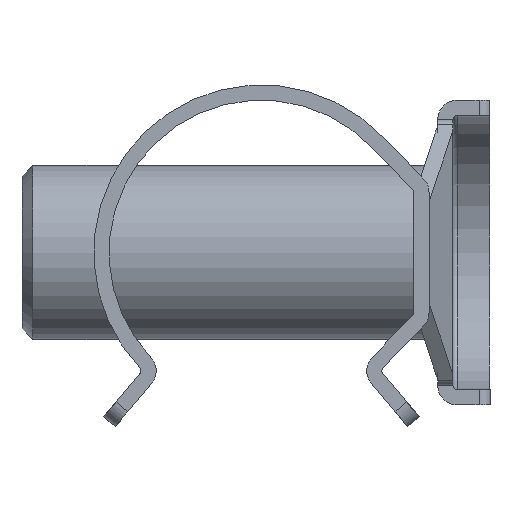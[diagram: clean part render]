
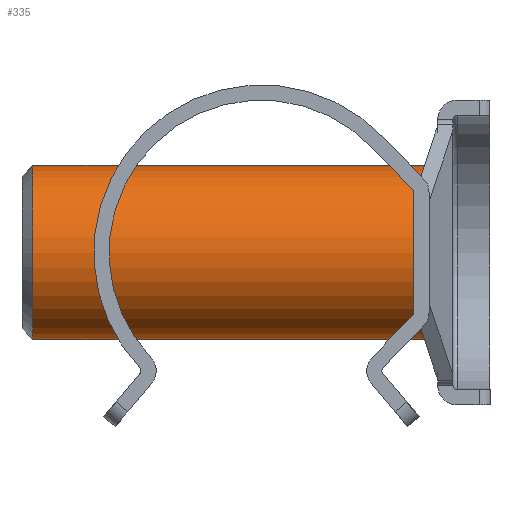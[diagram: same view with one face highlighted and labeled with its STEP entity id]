
A CAD part, front view. The second image highlights one B-rep face of the part: STEP entity #335.
In plain terms, the highlighted cylindrical face has radius 4 mm (diameter 8 mm), a full revolution.
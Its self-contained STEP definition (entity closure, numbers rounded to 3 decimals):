
#42 = VERTEX_POINT ( 'NONE', #841 ) ;
#93 = DIRECTION ( 'NONE',  ( -1., 0., 0. ) ) ;
#142 = DIRECTION ( 'NONE',  ( 0., 1., 0. ) ) ;
#211 = EDGE_CURVE ( 'NONE', #1283, #1283, #508, .T. ) ;
#242 = DIRECTION ( 'NONE',  ( 0., 0., 1. ) ) ;
#335 = ADVANCED_FACE ( 'NONE', ( #553, #1372 ), #1894, .T. ) ;
#462 = CARTESIAN_POINT ( 'NONE',  ( -10.5, 0., 4. ) ) ;
#508 = CIRCLE ( 'NONE', #1174, 4. ) ;
#553 = FACE_OUTER_BOUND ( 'NONE', #2094, .T. ) ;
#571 = ORIENTED_EDGE ( 'NONE', *, *, #211, .F. ) ;
#738 = DIRECTION ( 'NONE',  ( -1., 0., 0. ) ) ;
#841 = CARTESIAN_POINT ( 'NONE',  ( 8.1, 4., 0. ) ) ;
#907 = CARTESIAN_POINT ( 'NONE',  ( -11., 0., 0. ) ) ;
#1035 = EDGE_CURVE ( 'NONE', #42, #42, #1882, .T. ) ;
#1174 = AXIS2_PLACEMENT_3D ( 'NONE', #1210, #93, #1220 ) ;
#1210 = CARTESIAN_POINT ( 'NONE',  ( -10.5, 0., 0. ) ) ;
#1220 = DIRECTION ( 'NONE',  ( 0., 0., 1. ) ) ;
#1240 = AXIS2_PLACEMENT_3D ( 'NONE', #1759, #1596, #142 ) ;
#1283 = VERTEX_POINT ( 'NONE', #462 ) ;
#1349 = ORIENTED_EDGE ( 'NONE', *, *, #1035, .F. ) ;
#1372 = FACE_OUTER_BOUND ( 'NONE', #1403, .T. ) ;
#1403 = EDGE_LOOP ( 'NONE', ( #1349 ) ) ;
#1596 = DIRECTION ( 'NONE',  ( 1., 0., 0. ) ) ;
#1640 = AXIS2_PLACEMENT_3D ( 'NONE', #907, #738, #242 ) ;
#1759 = CARTESIAN_POINT ( 'NONE',  ( 8.1, 0., 0. ) ) ;
#1882 = CIRCLE ( 'NONE', #1240, 4. ) ;
#1894 = CYLINDRICAL_SURFACE ( 'NONE', #1640, 4. ) ;
#2094 = EDGE_LOOP ( 'NONE', ( #571 ) ) ;
